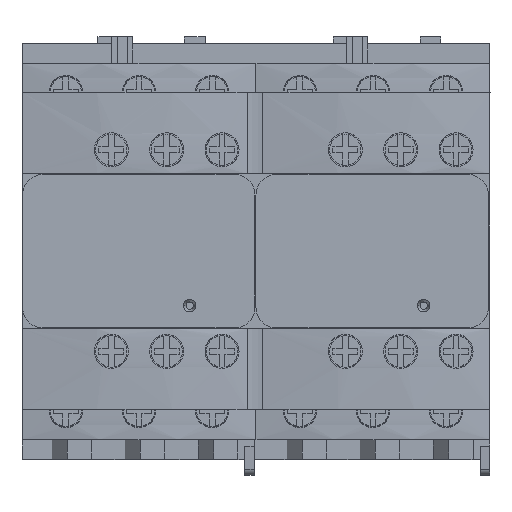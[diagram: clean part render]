
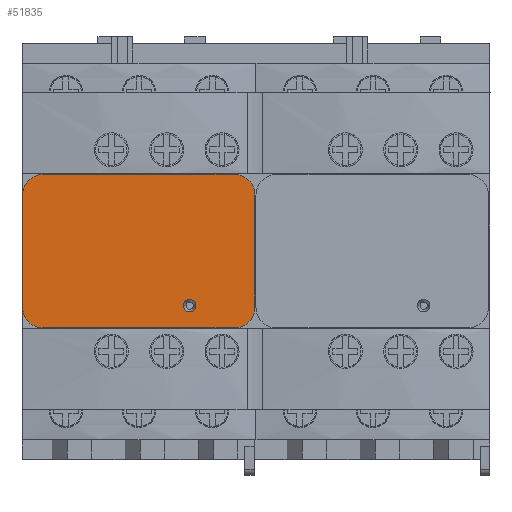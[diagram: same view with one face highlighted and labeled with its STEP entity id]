
A CAD part, top view. The second image highlights one B-rep face of the part: STEP entity #51835.
In plain terms, the highlighted planar face has unit normal (0, 0, 1).
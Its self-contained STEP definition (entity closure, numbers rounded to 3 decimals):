
#51529=CARTESIAN_POINT('',(4.1,29.066,94.55));
#51530=DIRECTION('',(0.,0.,1.));
#51531=DIRECTION('',(-1.,0.,0.));
#51532=AXIS2_PLACEMENT_3D('',#51529,#51530,#51531);
#51537=DIRECTION('',(0.,-1.,0.));
#51538=VECTOR('',#51537,21.434);
#51539=CARTESIAN_POINT('',(0.1,50.5,94.55));
#51540=LINE('',#51539,#51538);
#51544=CARTESIAN_POINT('',(4.1,50.5,94.55));
#51545=DIRECTION('',(0.,0.,1.));
#51546=DIRECTION('',(0.,1.,0.));
#51547=AXIS2_PLACEMENT_3D('',#51544,#51545,#51546);
#51552=DIRECTION('',(-1.,0.,0.));
#51553=VECTOR('',#51552,36.5);
#51554=CARTESIAN_POINT('',(40.6,54.5,94.55));
#51555=LINE('',#51554,#51553);
#51559=CARTESIAN_POINT('',(40.6,50.5,94.55));
#51560=DIRECTION('',(0.,0.,1.));
#51561=DIRECTION('',(1.,0.,0.));
#51562=AXIS2_PLACEMENT_3D('',#51559,#51560,#51561);
#51567=DIRECTION('',(0.,1.,0.));
#51568=VECTOR('',#51567,21.434);
#51569=CARTESIAN_POINT('',(44.6,29.066,94.55));
#51570=LINE('',#51569,#51568);
#51574=CARTESIAN_POINT('',(40.6,29.066,94.55));
#51575=DIRECTION('',(0.,0.,1.));
#51576=DIRECTION('',(0.,-1.,0.));
#51577=AXIS2_PLACEMENT_3D('',#51574,#51575,#51576);
#51582=DIRECTION('',(1.,0.,0.));
#51583=VECTOR('',#51582,36.5);
#51584=CARTESIAN_POINT('',(4.1,25.066,94.55));
#51585=LINE('',#51584,#51583);
#51589=CARTESIAN_POINT('',(32.1,29.35,94.55));
#51590=DIRECTION('',(0.,0.,-1.));
#51591=DIRECTION('',(1.,0.,0.));
#51592=AXIS2_PLACEMENT_3D('',#51589,#51590,#51591);
#51597=CARTESIAN_POINT('',(32.1,29.35,94.55));
#51598=DIRECTION('',(0.,0.,-1.));
#51599=DIRECTION('',(-1.,0.,0.));
#51600=AXIS2_PLACEMENT_3D('',#51597,#51598,#51599);
#51748=CARTESIAN_POINT('',(0.1,29.066,94.55));
#51749=VERTEX_POINT('',#51748);
#51750=CARTESIAN_POINT('',(4.1,25.066,94.55));
#51751=VERTEX_POINT('',#51750);
#51756=CARTESIAN_POINT('',(40.6,25.066,94.55));
#51757=VERTEX_POINT('',#51756);
#51758=CARTESIAN_POINT('',(44.6,29.066,94.55));
#51759=VERTEX_POINT('',#51758);
#51764=CARTESIAN_POINT('',(44.6,50.5,94.55));
#51765=VERTEX_POINT('',#51764);
#51766=CARTESIAN_POINT('',(40.6,54.5,94.55));
#51767=VERTEX_POINT('',#51766);
#51772=CARTESIAN_POINT('',(4.1,54.5,94.55));
#51773=VERTEX_POINT('',#51772);
#51774=CARTESIAN_POINT('',(0.1,50.5,94.55));
#51775=VERTEX_POINT('',#51774);
#51776=CARTESIAN_POINT('',(33.3,29.35,94.55));
#51777=CARTESIAN_POINT('',(30.9,29.35,94.55));
#51778=VERTEX_POINT('',#51776);
#51779=VERTEX_POINT('',#51777);
#51807=CARTESIAN_POINT('',(0.,0.,94.55));
#51808=DIRECTION('',(0.,0.,1.));
#51809=DIRECTION('',(1.,0.,0.));
#51810=AXIS2_PLACEMENT_3D('',#51807,#51808,#51809);
#51811=PLANE('',#51810);
#51813=ORIENTED_EDGE('',*,*,#51812,.F.);
#51815=ORIENTED_EDGE('',*,*,#51814,.F.);
#51817=ORIENTED_EDGE('',*,*,#51816,.F.);
#51819=ORIENTED_EDGE('',*,*,#51818,.F.);
#51821=ORIENTED_EDGE('',*,*,#51820,.F.);
#51823=ORIENTED_EDGE('',*,*,#51822,.F.);
#51825=ORIENTED_EDGE('',*,*,#51824,.F.);
#51827=ORIENTED_EDGE('',*,*,#51826,.F.);
#51828=EDGE_LOOP('',(#51813,#51815,#51817,#51819,#51821,#51823,#51825,#51827));
#51829=FACE_OUTER_BOUND('',#51828,.F.);
#51831=ORIENTED_EDGE('',*,*,#51830,.F.);
#51832=ORIENTED_EDGE('',*,*,#51789,.F.);
#51833=EDGE_LOOP('',(#51831,#51832));
#51834=FACE_BOUND('',#51833,.F.);
#51533=CIRCLE('',#51532,4.);
#51548=CIRCLE('',#51547,4.);
#51563=CIRCLE('',#51562,4.);
#51578=CIRCLE('',#51577,4.);
#51593=CIRCLE('',#51592,1.2);
#51601=CIRCLE('',#51600,1.2);
#51789=EDGE_CURVE('',#51779,#51778,#51601,.T.);
#51812=EDGE_CURVE('',#51749,#51751,#51533,.T.);
#51814=EDGE_CURVE('',#51775,#51749,#51540,.T.);
#51816=EDGE_CURVE('',#51773,#51775,#51548,.T.);
#51818=EDGE_CURVE('',#51767,#51773,#51555,.T.);
#51820=EDGE_CURVE('',#51765,#51767,#51563,.T.);
#51822=EDGE_CURVE('',#51759,#51765,#51570,.T.);
#51824=EDGE_CURVE('',#51757,#51759,#51578,.T.);
#51826=EDGE_CURVE('',#51751,#51757,#51585,.T.);
#51830=EDGE_CURVE('',#51778,#51779,#51593,.T.);
#51835=ADVANCED_FACE('',(#51829,#51834),#51811,.T.);
